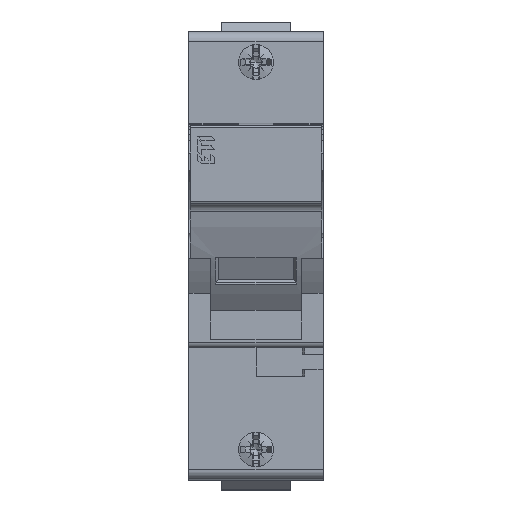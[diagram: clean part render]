
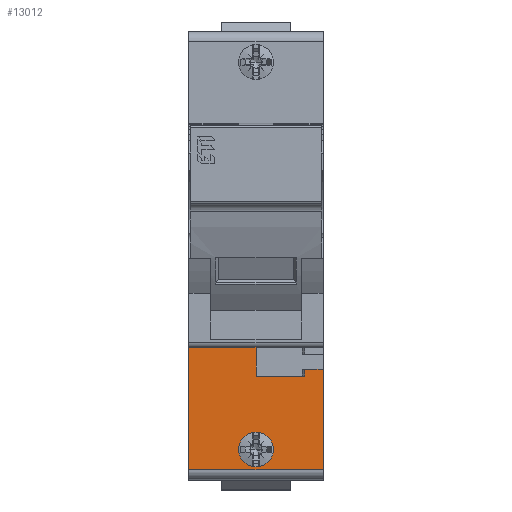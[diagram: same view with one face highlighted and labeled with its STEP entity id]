
A CAD part, top view. The second image highlights one B-rep face of the part: STEP entity #13012.
In plain terms, the highlighted planar face has unit normal (0, 0, 1).
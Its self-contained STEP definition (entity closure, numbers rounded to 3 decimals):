
#293=DIRECTION('',(0.,-1.,0.));
#294=VECTOR('',#293,24.6);
#295=CARTESIAN_POINT('',(0.,-40.2,43.5));
#296=LINE('',#295,#294);
#1255=DIRECTION('',(1.,0.,0.));
#1256=VECTOR('',#1255,27.);
#1257=CARTESIAN_POINT('',(0.,-64.8,43.5));
#1258=LINE('',#1257,#1256);
#1269=DIRECTION('',(1.,0.,0.));
#1270=VECTOR('',#1269,3.75);
#1271=CARTESIAN_POINT('',(23.25,-44.6,43.5));
#1272=LINE('',#1271,#1270);
#1276=CARTESIAN_POINT('',(13.5,-60.7,43.5));
#1277=DIRECTION('',(0.,0.,1.));
#1278=DIRECTION('',(0.,1.,0.));
#1279=AXIS2_PLACEMENT_3D('',#1276,#1277,#1278);
#1284=CARTESIAN_POINT('',(13.5,-60.7,43.5));
#1285=DIRECTION('',(0.,0.,1.));
#1286=DIRECTION('',(0.,-1.,0.));
#1287=AXIS2_PLACEMENT_3D('',#1284,#1285,#1286);
#1292=DIRECTION('',(0.,1.,0.));
#1293=VECTOR('',#1292,5.8);
#1294=CARTESIAN_POINT('',(13.5,-46.,43.5));
#1295=LINE('',#1294,#1293);
#1313=DIRECTION('',(-1.,0.,0.));
#1314=VECTOR('',#1313,13.5);
#1315=CARTESIAN_POINT('',(13.5,-40.2,43.5));
#1316=LINE('',#1315,#1314);
#2231=DIRECTION('',(0.,1.,0.));
#2232=VECTOR('',#2231,20.2);
#2233=CARTESIAN_POINT('',(27.,-64.8,43.5));
#2234=LINE('',#2233,#2232);
#5801=DIRECTION('',(0.,-1.,0.));
#5802=VECTOR('',#5801,1.4);
#5803=CARTESIAN_POINT('',(23.25,-44.6,43.5));
#5804=LINE('',#5803,#5802);
#5829=DIRECTION('',(-1.,0.,0.));
#5830=VECTOR('',#5829,9.75);
#5831=CARTESIAN_POINT('',(23.25,-46.,43.5));
#5832=LINE('',#5831,#5830);
#10502=CARTESIAN_POINT('',(0.,-40.2,43.5));
#10503=VERTEX_POINT('',#10502);
#10504=CARTESIAN_POINT('',(0.,-64.8,43.5));
#10505=VERTEX_POINT('',#10504);
#10880=CARTESIAN_POINT('',(27.,-64.8,43.5));
#10881=VERTEX_POINT('',#10880);
#10882=CARTESIAN_POINT('',(13.5,-46.,43.5));
#10883=CARTESIAN_POINT('',(13.5,-40.2,43.5));
#10884=VERTEX_POINT('',#10882);
#10885=VERTEX_POINT('',#10883);
#10886=CARTESIAN_POINT('',(23.25,-46.,43.5));
#10887=VERTEX_POINT('',#10886);
#10888=CARTESIAN_POINT('',(23.25,-44.6,43.5));
#10889=VERTEX_POINT('',#10888);
#10890=CARTESIAN_POINT('',(27.,-44.6,43.5));
#10891=VERTEX_POINT('',#10890);
#10892=CARTESIAN_POINT('',(13.5,-57.2,43.5));
#10893=CARTESIAN_POINT('',(13.5,-64.2,43.5));
#10894=VERTEX_POINT('',#10892);
#10895=VERTEX_POINT('',#10893);
#12985=CARTESIAN_POINT('',(13.5,-40.2,43.5));
#12986=DIRECTION('',(0.,0.,1.));
#12987=DIRECTION('',(0.,-1.,0.));
#12988=AXIS2_PLACEMENT_3D('',#12985,#12986,#12987);
#12989=PLANE('',#12988);
#12991=ORIENTED_EDGE('',*,*,#12990,.F.);
#12993=ORIENTED_EDGE('',*,*,#12992,.F.);
#12995=ORIENTED_EDGE('',*,*,#12994,.F.);
#12997=ORIENTED_EDGE('',*,*,#12996,.T.);
#12999=ORIENTED_EDGE('',*,*,#12998,.F.);
#13000=ORIENTED_EDGE('',*,*,#12976,.F.);
#13001=ORIENTED_EDGE('',*,*,#12321,.F.);
#13003=ORIENTED_EDGE('',*,*,#13002,.F.);
#13004=EDGE_LOOP('',(#12991,#12993,#12995,#12997,#12999,#13000,#13001,#13003));
#13005=FACE_OUTER_BOUND('',#13004,.F.);
#13007=ORIENTED_EDGE('',*,*,#13006,.T.);
#13009=ORIENTED_EDGE('',*,*,#13008,.T.);
#13010=EDGE_LOOP('',(#13007,#13009));
#13011=FACE_BOUND('',#13010,.F.);
#1280=CIRCLE('',#1279,3.5);
#1288=CIRCLE('',#1287,3.5);
#12321=EDGE_CURVE('',#10503,#10505,#296,.T.);
#12976=EDGE_CURVE('',#10505,#10881,#1258,.T.);
#12990=EDGE_CURVE('',#10884,#10885,#1295,.T.);
#12992=EDGE_CURVE('',#10887,#10884,#5832,.T.);
#12994=EDGE_CURVE('',#10889,#10887,#5804,.T.);
#12996=EDGE_CURVE('',#10889,#10891,#1272,.T.);
#12998=EDGE_CURVE('',#10881,#10891,#2234,.T.);
#13002=EDGE_CURVE('',#10885,#10503,#1316,.T.);
#13006=EDGE_CURVE('',#10894,#10895,#1280,.T.);
#13008=EDGE_CURVE('',#10895,#10894,#1288,.T.);
#13012=ADVANCED_FACE('',(#13005,#13011),#12989,.T.);
